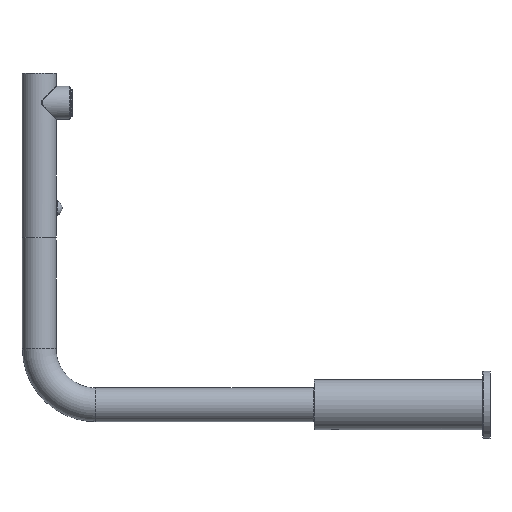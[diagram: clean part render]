
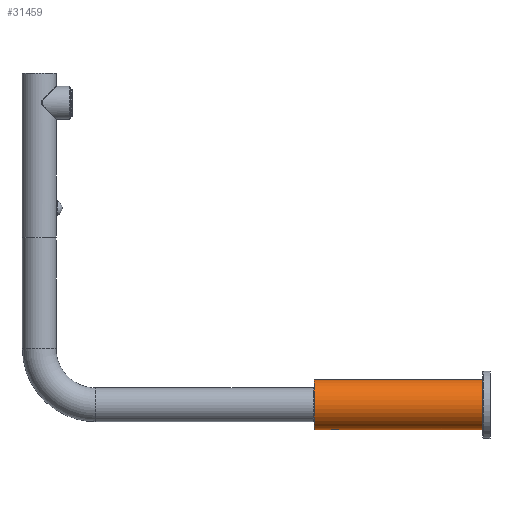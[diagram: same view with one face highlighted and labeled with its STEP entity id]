
A CAD part, left-side view. The second image highlights one B-rep face of the part: STEP entity #31459.
In plain terms, the highlighted cylindrical face has radius 17.7 mm (diameter 35.4 mm), a full revolution.
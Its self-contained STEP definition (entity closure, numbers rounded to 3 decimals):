
#5762=B_SPLINE_CURVE_WITH_KNOTS('',3,(#76320,#76321,#76322,#76323,#76324,
#76325,#76326,#76327,#76328,#76329,#76330,#76331,#76332,#76333,#76334,#76335,
#76336,#76337,#76338,#76339,#76340,#76341,#76342,#76343,#76344,#76345,#76346,
#76347,#76348,#76349,#76350,#76351,#76352,#76353,#76354,#76355,#76356,#76357,
#76358,#76359,#76360,#76361,#76362,#76363,#76364,#76365,#76366,#76367),
 .UNSPECIFIED.,.T.,.F.,(1,1,1,1,1,1,1,1,1,1,1,1,1,1,1,1,1,1,1,1,1,1,1,1,
1,1,1,1,1,1,1,1,1,1,1,1,1,1,1,1,1,1,1,1,1,1,1,1,1,1,1,1),(-0.008,
-0.006,-0.004,0.,0.002,
0.004,0.008,0.01,0.012,
0.016,0.02,0.024,0.028,
0.03,0.032,0.034,0.036,
0.038,0.04,0.044,0.048,
0.052,0.056,0.06,0.062,
0.064,0.066,0.068,0.072,
0.074,0.076,0.08,0.084,
0.088,0.09,0.092,0.094,
0.096,0.098,0.1,0.102,
0.104,0.108,0.112,0.116,
0.12,0.122,0.124,0.128,
0.13,0.132,0.136),.UNSPECIFIED.);
#5768=B_SPLINE_CURVE_WITH_KNOTS('',3,(#76503,#76504,#76505,#76506,#76507,
#76508,#76509,#76510,#76511,#76512,#76513),.UNSPECIFIED.,.T.,.F.,(1,1,1,
1,1,1,1,1,1,1,1,1,1,1,1),(-0.007,-0.005,-0.002,
0.,0.002,0.005,0.007,
0.009,0.012,0.014,0.016,
0.019,0.021,0.024,0.026),
 .UNSPECIFIED.);
#6757=CYLINDRICAL_SURFACE('',#47636,17.7);
#15824=ORIENTED_EDGE('',*,*,#20665,.T.);
#15825=ORIENTED_EDGE('',*,*,#20666,.T.);
#15826=ORIENTED_EDGE('',*,*,#20667,.T.);
#15827=ORIENTED_EDGE('',*,*,#20640,.T.);
#20640=EDGE_CURVE('',#23670,#23670,#5762,.T.);
#20665=EDGE_CURVE('',#23694,#23694,#5768,.T.);
#20666=EDGE_CURVE('',#23695,#23695,#24487,.F.);
#20667=EDGE_CURVE('',#23696,#23696,#24488,.T.);
#23670=VERTEX_POINT('',#76368);
#23694=VERTEX_POINT('',#76514);
#23695=VERTEX_POINT('',#76516);
#23696=VERTEX_POINT('',#76518);
#24487=CIRCLE('',#47637,17.7);
#24488=CIRCLE('',#47638,17.7);
#26579=EDGE_LOOP('',(#15824));
#26580=EDGE_LOOP('',(#15825));
#26581=EDGE_LOOP('',(#15826));
#26582=EDGE_LOOP('',(#15827));
#28762=FACE_BOUND('',#26579,.T.);
#28763=FACE_BOUND('',#26580,.T.);
#28764=FACE_BOUND('',#26581,.T.);
#28765=FACE_BOUND('',#26582,.T.);
#31459=ADVANCED_FACE('',(#28762,#28763,#28764,#28765),#6757,.T.);
#47636=AXIS2_PLACEMENT_3D('',#76502,#55061,#55062);
#47637=AXIS2_PLACEMENT_3D('',#76515,#55063,#55064);
#47638=AXIS2_PLACEMENT_3D('',#76517,#55065,#55066);
#55061=DIRECTION('',(0.,-1.,0.));
#55062=DIRECTION('',(-1.,0.,0.));
#55063=DIRECTION('',(0.,-1.,0.));
#55064=DIRECTION('',(0.,0.,-1.));
#55065=DIRECTION('',(0.,-1.,0.));
#55066=DIRECTION('',(0.,0.,-1.));
#76320=CARTESIAN_POINT('',(17.474,-18.74,-3.296));
#76321=CARTESIAN_POINT('',(17.776,-19.088,-0.672));
#76322=CARTESIAN_POINT('',(17.623,-18.911,2.001));
#76323=CARTESIAN_POINT('',(17.194,-18.416,4.529));
#76324=CARTESIAN_POINT('',(16.368,-17.46,6.916));
#76325=CARTESIAN_POINT('',(15.299,-16.214,8.955));
#76326=CARTESIAN_POINT('',(14.074,-14.777,10.832));
#76327=CARTESIAN_POINT('',(12.375,-12.764,12.77));
#76328=CARTESIAN_POINT('',(10.146,-10.049,14.591));
#76329=CARTESIAN_POINT('',(7.869,-7.109,15.921));
#76330=CARTESIAN_POINT('',(6.056,-4.451,16.654));
#76331=CARTESIAN_POINT('',(4.946,-2.062,16.999));
#76332=CARTESIAN_POINT('',(4.556,-0.088,17.103));
#76333=CARTESIAN_POINT('',(4.891,1.903,17.014));
#76334=CARTESIAN_POINT('',(5.701,3.715,16.767));
#76335=CARTESIAN_POINT('',(6.711,5.395,16.392));
#76336=CARTESIAN_POINT('',(8.166,7.494,15.741));
#76337=CARTESIAN_POINT('',(10.054,9.932,14.655));
#76338=CARTESIAN_POINT('',(12.307,12.683,12.837));
#76339=CARTESIAN_POINT('',(14.36,15.117,10.515));
#76340=CARTESIAN_POINT('',(16.131,17.185,7.578));
#76341=CARTESIAN_POINT('',(17.169,18.387,4.624));
#76342=CARTESIAN_POINT('',(17.615,18.902,2.075));
#76343=CARTESIAN_POINT('',(17.737,19.043,0.072));
#76344=CARTESIAN_POINT('',(17.636,18.926,-1.888));
#76345=CARTESIAN_POINT('',(17.206,18.429,-4.498));
#76346=CARTESIAN_POINT('',(16.405,17.502,-6.83));
#76347=CARTESIAN_POINT('',(15.321,16.24,-8.917));
#76348=CARTESIAN_POINT('',(14.117,14.828,-10.775));
#76349=CARTESIAN_POINT('',(12.385,12.776,-12.763));
#76350=CARTESIAN_POINT('',(10.18,10.089,-14.566));
#76351=CARTESIAN_POINT('',(8.272,7.637,-15.687));
#76352=CARTESIAN_POINT('',(6.805,5.538,-16.353));
#76353=CARTESIAN_POINT('',(5.796,3.889,-16.734));
#76354=CARTESIAN_POINT('',(4.956,2.089,-16.996));
#76355=CARTESIAN_POINT('',(4.556,0.11,-17.103));
#76356=CARTESIAN_POINT('',(4.885,-1.887,-17.016));
#76357=CARTESIAN_POINT('',(5.695,-3.704,-16.769));
#76358=CARTESIAN_POINT('',(6.703,-5.384,-16.395));
#76359=CARTESIAN_POINT('',(8.174,-7.507,-15.737));
#76360=CARTESIAN_POINT('',(10.07,-9.953,-14.643));
#76361=CARTESIAN_POINT('',(12.322,-12.7,-12.824));
#76362=CARTESIAN_POINT('',(14.389,-15.151,-10.48));
#76363=CARTESIAN_POINT('',(15.864,-16.873,-8.008));
#76364=CARTESIAN_POINT('',(16.772,-17.927,-5.758));
#76365=CARTESIAN_POINT('',(17.474,-18.74,-3.296));
#76366=CARTESIAN_POINT('',(17.776,-19.088,-0.672));
#76367=CARTESIAN_POINT('',(17.623,-18.911,2.001));
#76368=CARTESIAN_POINT('',(17.7,-19.,0.));
#76502=CARTESIAN_POINT('',(0.,54.075,0.));
#76503=CARTESIAN_POINT('',(2.33,32.3,-17.575));
#76504=CARTESIAN_POINT('',(0.,33.245,-17.762));
#76505=CARTESIAN_POINT('',(-2.329,32.301,-17.575));
#76506=CARTESIAN_POINT('',(-3.311,29.978,-17.382));
#76507=CARTESIAN_POINT('',(-2.329,27.661,-17.575));
#76508=CARTESIAN_POINT('',(-0.003,26.715,-17.762));
#76509=CARTESIAN_POINT('',(2.328,27.658,-17.576));
#76510=CARTESIAN_POINT('',(3.311,29.978,-17.382));
#76511=CARTESIAN_POINT('',(2.33,32.3,-17.575));
#76512=CARTESIAN_POINT('',(0.,33.245,-17.762));
#76513=CARTESIAN_POINT('',(-2.329,32.301,-17.575));
#76514=CARTESIAN_POINT('',(0.,32.93,-17.7));
#76515=CARTESIAN_POINT('',(0.,-74.82,0.));
#76516=CARTESIAN_POINT('',(0.,-74.82,-17.7));
#76517=CARTESIAN_POINT('',(0.,44.78,0.));
#76518=CARTESIAN_POINT('',(0.,44.78,-17.7));
